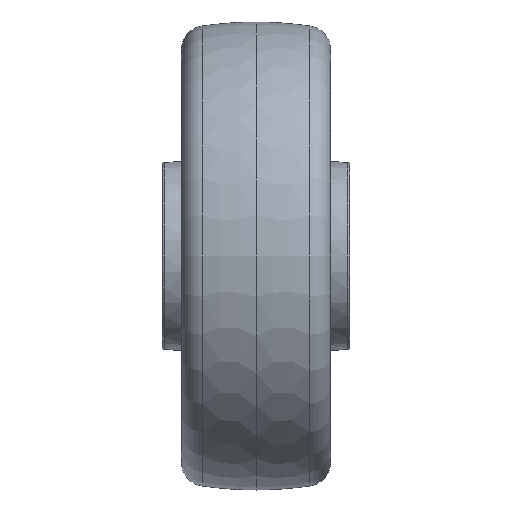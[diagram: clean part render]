
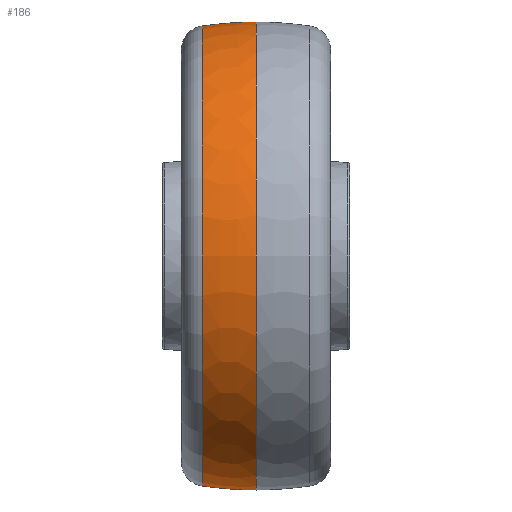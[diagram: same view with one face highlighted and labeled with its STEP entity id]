
A CAD part, front view. The second image highlights one B-rep face of the part: STEP entity #186.
In plain terms, the highlighted toroidal (fillet/blend) face has major radius 37.5 mm and minor radius 100 mm.
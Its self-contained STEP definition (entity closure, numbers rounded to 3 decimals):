
#24 = EDGE_CURVE ( 'NONE', #3159, #1183, #2655, .T. ) ;
#186 = ADVANCED_FACE ( 'NONE', ( #665 ), #1465, .T. ) ;
#211 = EDGE_CURVE ( 'NONE', #3159, #2496, #2833, .T. ) ;
#253 = DIRECTION ( 'NONE',  ( -1., 0., 0. ) ) ;
#290 = DIRECTION ( 'NONE',  ( 0., 0., -1. ) ) ;
#470 = CARTESIAN_POINT ( 'NONE',  ( 0.056, 0., 37.5 ) ) ;
#529 = DIRECTION ( 'NONE',  ( 0., -1., 0. ) ) ;
#651 = ORIENTED_EDGE ( 'NONE', *, *, #211, .T. ) ;
#665 = FACE_OUTER_BOUND ( 'NONE', #895, .T. ) ;
#709 = DIRECTION ( 'NONE',  ( 1., 0., 0. ) ) ;
#756 = DIRECTION ( 'NONE',  ( 0., 0., 1. ) ) ;
#895 = EDGE_LOOP ( 'NONE', ( #3375, #651, #2967, #1721 ) ) ;
#953 = CARTESIAN_POINT ( 'NONE',  ( 0., 0., -62.5 ) ) ;
#1024 = CARTESIAN_POINT ( 'NONE',  ( 0., 0., 0. ) ) ;
#1027 = DIRECTION ( 'NONE',  ( 0., 1., 0. ) ) ;
#1183 = VERTEX_POINT ( 'NONE', #1273 ) ;
#1213 = AXIS2_PLACEMENT_3D ( 'NONE', #3503, #1027, #2840 ) ;
#1273 = CARTESIAN_POINT ( 'NONE',  ( -14.359, 0., 61.456 ) ) ;
#1465 = TOROIDAL_SURFACE ( 'NONE', #1467, -37.5, 100. ) ;
#1467 = AXIS2_PLACEMENT_3D ( 'NONE', #3188, #709, #3223 ) ;
#1666 = DIRECTION ( 'NONE',  ( 0., 0., 1. ) ) ;
#1721 = ORIENTED_EDGE ( 'NONE', *, *, #2548, .F. ) ;
#1729 = CIRCLE ( 'NONE', #1213, 100. ) ;
#1788 = CIRCLE ( 'NONE', #2239, 62.5 ) ;
#1816 = AXIS2_PLACEMENT_3D ( 'NONE', #470, #529, #290 ) ;
#1925 = EDGE_CURVE ( 'NONE', #2496, #2498, #1788, .T. ) ;
#2175 = CARTESIAN_POINT ( 'NONE',  ( -14.359, 0., 0. ) ) ;
#2239 = AXIS2_PLACEMENT_3D ( 'NONE', #1024, #2396, #756 ) ;
#2396 = DIRECTION ( 'NONE',  ( -1., 0., 0. ) ) ;
#2496 = VERTEX_POINT ( 'NONE', #953 ) ;
#2498 = VERTEX_POINT ( 'NONE', #3435 ) ;
#2548 = EDGE_CURVE ( 'NONE', #1183, #2498, #1729, .T. ) ;
#2655 = CIRCLE ( 'NONE', #2888, 61.456 ) ;
#2753 = CARTESIAN_POINT ( 'NONE',  ( -14.359, 0., -61.456 ) ) ;
#2833 = CIRCLE ( 'NONE', #1816, 100. ) ;
#2840 = DIRECTION ( 'NONE',  ( 0., 0., 1. ) ) ;
#2888 = AXIS2_PLACEMENT_3D ( 'NONE', #2175, #253, #1666 ) ;
#2967 = ORIENTED_EDGE ( 'NONE', *, *, #1925, .T. ) ;
#3159 = VERTEX_POINT ( 'NONE', #2753 ) ;
#3188 = CARTESIAN_POINT ( 'NONE',  ( 0.056, 0., 0. ) ) ;
#3223 = DIRECTION ( 'NONE',  ( 0., 0., 1. ) ) ;
#3375 = ORIENTED_EDGE ( 'NONE', *, *, #24, .F. ) ;
#3435 = CARTESIAN_POINT ( 'NONE',  ( 0., 0., 62.5 ) ) ;
#3503 = CARTESIAN_POINT ( 'NONE',  ( 0.056, 0., -37.5 ) ) ;
